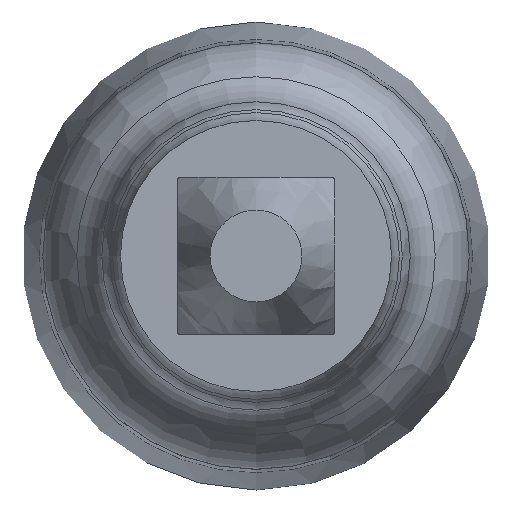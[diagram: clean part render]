
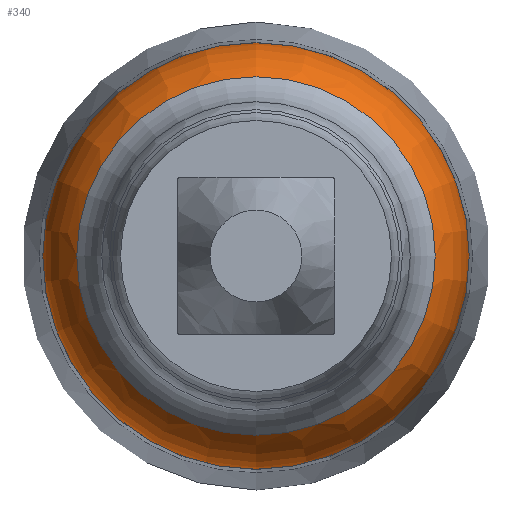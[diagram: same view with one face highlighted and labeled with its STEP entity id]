
A CAD part, left-side view. The second image highlights one B-rep face of the part: STEP entity #340.
In plain terms, the highlighted toroidal (fillet/blend) face has major radius 0.343 mm and minor radius 0.483 mm.
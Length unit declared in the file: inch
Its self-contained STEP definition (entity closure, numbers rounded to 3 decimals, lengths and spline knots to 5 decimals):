
#11 = EDGE_LOOP ( 'NONE', ( #62 ) ) ;
#55 = AXIS2_PLACEMENT_3D ( 'NONE', #1094, #274, #386 ) ;
#62 = ORIENTED_EDGE ( 'NONE', *, *, #1175, .F. ) ;
#135 = FACE_OUTER_BOUND ( 'NONE', #11, .T. ) ;
#239 = CARTESIAN_POINT ( 'NONE',  ( 0.11465, 0., 0. ) ) ;
#248 = VERTEX_POINT ( 'NONE', #965 ) ;
#274 = DIRECTION ( 'NONE',  ( -1., 0., 0. ) ) ;
#293 = TOROIDAL_SURFACE ( 'NONE', #695, 0.0135, 0.019 ) ;
#340 = ADVANCED_FACE ( 'NONE', ( #135, #872 ), #293, .T. ) ;
#342 = VERTEX_POINT ( 'NONE', #616 ) ;
#386 = DIRECTION ( 'NONE',  ( 0., 0., 1. ) ) ;
#399 = CIRCLE ( 'NONE', #908, 0.02732 ) ;
#488 = DIRECTION ( 'NONE',  ( -1., 0., 0. ) ) ;
#500 = DIRECTION ( 'NONE',  ( 0., 0., 1. ) ) ;
#616 = CARTESIAN_POINT ( 'NONE',  ( 0.10161, 0., 0.02732 ) ) ;
#637 = EDGE_CURVE ( 'NONE', #248, #248, #640, .T. ) ;
#640 = CIRCLE ( 'NONE', #55, 0.0325 ) ;
#683 = EDGE_LOOP ( 'NONE', ( #757 ) ) ;
#695 = AXIS2_PLACEMENT_3D ( 'NONE', #239, #488, #960 ) ;
#757 = ORIENTED_EDGE ( 'NONE', *, *, #637, .T. ) ;
#872 = FACE_OUTER_BOUND ( 'NONE', #683, .T. ) ;
#908 = AXIS2_PLACEMENT_3D ( 'NONE', #911, #956, #500 ) ;
#911 = CARTESIAN_POINT ( 'NONE',  ( 0.10161, 0., 0. ) ) ;
#956 = DIRECTION ( 'NONE',  ( -1., 0., 0. ) ) ;
#960 = DIRECTION ( 'NONE',  ( 0., 0., 1. ) ) ;
#965 = CARTESIAN_POINT ( 'NONE',  ( 0.11464, 0., 0.0325 ) ) ;
#1094 = CARTESIAN_POINT ( 'NONE',  ( 0.11464, 0., 0. ) ) ;
#1175 = EDGE_CURVE ( 'NONE', #342, #342, #399, .T. ) ;
